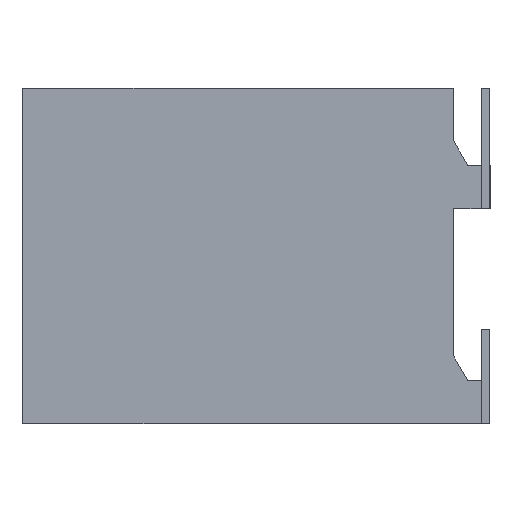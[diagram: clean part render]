
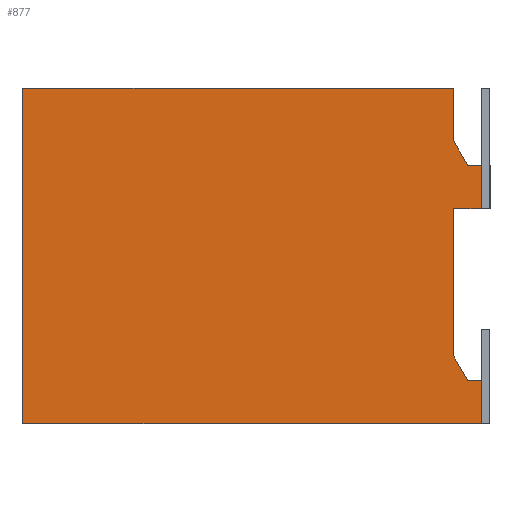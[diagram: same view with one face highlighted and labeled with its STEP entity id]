
A CAD part, left-side view. The second image highlights one B-rep face of the part: STEP entity #877.
In plain terms, the highlighted planar face has unit normal (-1, 0, 0).
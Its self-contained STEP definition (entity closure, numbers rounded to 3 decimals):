
#33=FACE_OUTER_BOUND('',#77,.T.);
#77=EDGE_LOOP('',(#632,#633,#634,#635,#636,#637,#638,#639,#640,#641,#642,
#643));
#153=LINE('',#1268,#277);
#160=LINE('',#1283,#284);
#161=LINE('',#1285,#285);
#162=LINE('',#1287,#286);
#163=LINE('',#1289,#287);
#164=LINE('',#1291,#288);
#165=LINE('',#1293,#289);
#166=LINE('',#1294,#290);
#167=LINE('',#1296,#291);
#168=LINE('',#1298,#292);
#169=LINE('',#1300,#293);
#170=LINE('',#1301,#294);
#277=VECTOR('',#1017,1.);
#284=VECTOR('',#1028,1.);
#285=VECTOR('',#1029,1.);
#286=VECTOR('',#1030,1.);
#287=VECTOR('',#1031,1.);
#288=VECTOR('',#1032,1.);
#289=VECTOR('',#1033,1.);
#290=VECTOR('',#1034,1.);
#291=VECTOR('',#1035,1.);
#292=VECTOR('',#1036,1.);
#293=VECTOR('',#1037,1.);
#294=VECTOR('',#1038,1.);
#396=VERTEX_POINT('',#1265);
#397=VERTEX_POINT('',#1267);
#402=VERTEX_POINT('',#1281);
#403=VERTEX_POINT('',#1282);
#404=VERTEX_POINT('',#1284);
#405=VERTEX_POINT('',#1286);
#406=VERTEX_POINT('',#1288);
#407=VERTEX_POINT('',#1290);
#408=VERTEX_POINT('',#1292);
#409=VERTEX_POINT('',#1295);
#410=VERTEX_POINT('',#1297);
#411=VERTEX_POINT('',#1299);
#489=EDGE_CURVE('',#396,#397,#153,.T.);
#496=EDGE_CURVE('',#402,#403,#160,.T.);
#497=EDGE_CURVE('',#404,#402,#161,.T.);
#498=EDGE_CURVE('',#405,#404,#162,.T.);
#499=EDGE_CURVE('',#405,#406,#163,.T.);
#500=EDGE_CURVE('',#406,#407,#164,.T.);
#501=EDGE_CURVE('',#408,#407,#165,.T.);
#502=EDGE_CURVE('',#397,#408,#166,.T.);
#503=EDGE_CURVE('',#409,#396,#167,.T.);
#504=EDGE_CURVE('',#410,#409,#168,.T.);
#505=EDGE_CURVE('',#411,#410,#169,.T.);
#506=EDGE_CURVE('',#403,#411,#170,.T.);
#632=ORIENTED_EDGE('',*,*,#496,.F.);
#633=ORIENTED_EDGE('',*,*,#497,.F.);
#634=ORIENTED_EDGE('',*,*,#498,.F.);
#635=ORIENTED_EDGE('',*,*,#499,.T.);
#636=ORIENTED_EDGE('',*,*,#500,.T.);
#637=ORIENTED_EDGE('',*,*,#501,.F.);
#638=ORIENTED_EDGE('',*,*,#502,.F.);
#639=ORIENTED_EDGE('',*,*,#489,.F.);
#640=ORIENTED_EDGE('',*,*,#503,.F.);
#641=ORIENTED_EDGE('',*,*,#504,.F.);
#642=ORIENTED_EDGE('',*,*,#505,.F.);
#643=ORIENTED_EDGE('',*,*,#506,.F.);
#833=PLANE('',#923);
#877=ADVANCED_FACE('',(#33),#833,.F.);
#923=AXIS2_PLACEMENT_3D('',#1280,#1026,#1027);
#1017=DIRECTION('',(0.,1.,0.));
#1026=DIRECTION('center_axis',(1.,0.,0.));
#1027=DIRECTION('ref_axis',(0.,-1.,0.));
#1028=DIRECTION('',(0.,1.,0.));
#1029=DIRECTION('',(0.,0.,-1.));
#1030=DIRECTION('',(0.,-1.,0.));
#1031=DIRECTION('',(0.,0.5,0.866));
#1032=DIRECTION('',(0.,0.,1.));
#1033=DIRECTION('',(0.,-1.,0.));
#1034=DIRECTION('',(0.,0.,1.));
#1035=DIRECTION('',(0.,0.,-1.));
#1036=DIRECTION('',(0.,-1.,0.));
#1037=DIRECTION('',(0.,-0.5,-0.866));
#1038=DIRECTION('',(0.,0.,-1.));
#1265=CARTESIAN_POINT('',(8.867,-4.936,15.246));
#1267=CARTESIAN_POINT('',(8.867,101.564,15.246));
#1268=CARTESIAN_POINT('',(8.867,47.314,15.246));
#1280=CARTESIAN_POINT('Origin',(8.867,101.564,54.246));
#1281=CARTESIAN_POINT('',(8.867,-4.936,65.246));
#1282=CARTESIAN_POINT('',(8.867,1.564,65.246));
#1283=CARTESIAN_POINT('',(8.867,-2.186,65.246));
#1284=CARTESIAN_POINT('',(8.867,-4.936,75.246));
#1285=CARTESIAN_POINT('',(8.867,-4.936,64.746));
#1286=CARTESIAN_POINT('',(8.867,-1.781,75.246));
#1287=CARTESIAN_POINT('',(8.867,49.314,75.246));
#1288=CARTESIAN_POINT('',(8.867,1.564,81.046));
#1289=CARTESIAN_POINT('',(8.867,0.18,78.646));
#1290=CARTESIAN_POINT('',(8.867,1.564,93.246));
#1291=CARTESIAN_POINT('',(8.867,1.564,86.146));
#1292=CARTESIAN_POINT('',(8.867,101.564,93.246));
#1293=CARTESIAN_POINT('',(8.867,50.564,93.246));
#1294=CARTESIAN_POINT('',(8.867,101.564,54.246));
#1295=CARTESIAN_POINT('',(8.867,-4.936,25.246));
#1296=CARTESIAN_POINT('',(8.867,-4.936,54.246));
#1297=CARTESIAN_POINT('',(8.867,-1.781,25.246));
#1298=CARTESIAN_POINT('',(8.867,49.314,25.246));
#1299=CARTESIAN_POINT('',(8.867,1.564,31.046));
#1300=CARTESIAN_POINT('',(8.867,0.18,28.646));
#1301=CARTESIAN_POINT('',(8.867,1.564,46.646));
